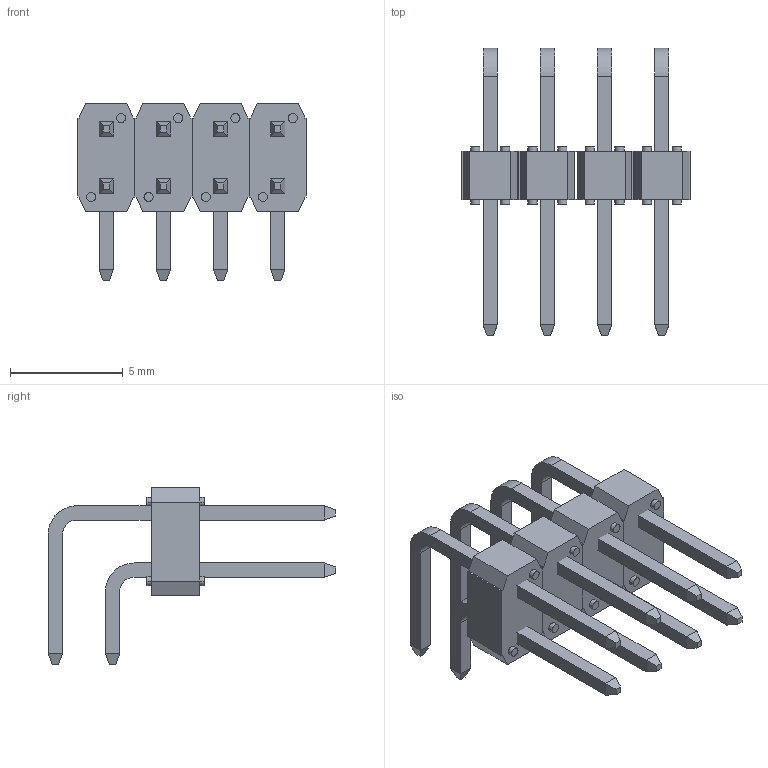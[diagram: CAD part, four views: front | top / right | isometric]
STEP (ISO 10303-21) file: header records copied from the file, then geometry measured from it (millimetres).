
FILE_DESCRIPTION(('FreeCAD Model'),'2;1');
FILE_NAME('_8021_x08.step','2017-04-14T18:45:49' ,('Author'),(''),'Open CASCADE STEP processor 6.8','FreeCAD','Unknown' );
FILE_SCHEMA(('AUTOMOTIVE_DESIGN_CC2 { 1 2 10303 214 -1 1 5 4 }'));
Length unit declared in the file: millimetre
Products named in the file (2): ASSEMBLY; _8021_x08
Assembly tree (1 placements, depth 2):
  ASSEMBLY
    _8021_x08
Bounding box: 10.16 x 12.76 x 7.89 mm (x, y, z)
Surface area: 498.7 mm2 (no closed solid volume)
Topology: 0 solids, 238 shells, 238 faces, 1048 edges, 1048 vertices
Faces by surface type: bspline 190, revolution 48
Entity records: 20438 total; most frequent: CARTESIAN_POINT 5570, DIRECTION 1500, LINE 1128, VECTOR 1128, ORIENTED_EDGE 1048, EDGE_CURVE 1048, VERTEX_POINT 1048, SURFACE_CURVE 1048
